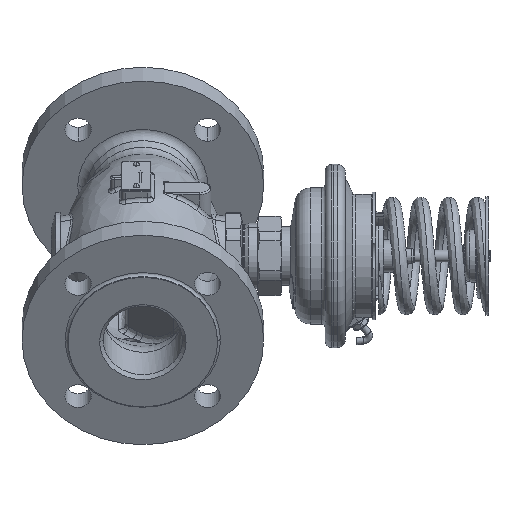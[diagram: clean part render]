
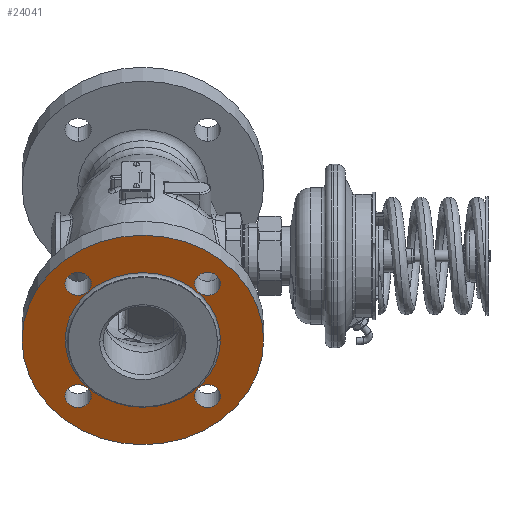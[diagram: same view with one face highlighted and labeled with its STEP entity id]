
A CAD part, top view. The second image highlights one B-rep face of the part: STEP entity #24041.
In plain terms, the highlighted planar face has unit normal (0, -0.5, 0.866).
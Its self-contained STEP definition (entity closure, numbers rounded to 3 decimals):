
#1160=CARTESIAN_POINT('',(-127.1,-57.5,99.593));
#1161=DIRECTION('',(0.,0.5,-0.866));
#1162=DIRECTION('',(1.,0.,0.));
#1163=AXIS2_PLACEMENT_3D('',#1160,#1161,#1162);
#1165=CARTESIAN_POINT('',(-127.1,-57.5,99.593));
#1166=DIRECTION('',(0.,-0.5,0.866));
#1167=DIRECTION('',(1.,0.,0.));
#1168=AXIS2_PLACEMENT_3D('',#1165,#1166,#1167);
#1170=CARTESIAN_POINT('',(-82.906,-19.227,
121.69));
#1171=DIRECTION('',(0.,-0.5,0.866));
#1172=DIRECTION('',(1.,0.,0.));
#1173=AXIS2_PLACEMENT_3D('',#1170,#1171,#1172);
#1175=CARTESIAN_POINT('',(-82.906,-19.227,
121.69));
#1176=DIRECTION('',(0.,-0.5,0.866));
#1177=DIRECTION('',(-1.,0.,0.));
#1178=AXIS2_PLACEMENT_3D('',#1175,#1176,#1177);
#1180=CARTESIAN_POINT('',(-171.294,-19.227,
121.69));
#1181=DIRECTION('',(0.,-0.5,0.866));
#1182=DIRECTION('',(1.,0.,0.));
#1183=AXIS2_PLACEMENT_3D('',#1180,#1181,#1182);
#1185=CARTESIAN_POINT('',(-171.294,-19.227,
121.69));
#1186=DIRECTION('',(0.,-0.5,0.866));
#1187=DIRECTION('',(-1.,0.,0.));
#1188=AXIS2_PLACEMENT_3D('',#1185,#1186,#1187);
#1190=CARTESIAN_POINT('',(-171.294,-95.773,
77.496));
#1191=DIRECTION('',(0.,-0.5,0.866));
#1192=DIRECTION('',(1.,0.,0.));
#1193=AXIS2_PLACEMENT_3D('',#1190,#1191,#1192);
#1195=CARTESIAN_POINT('',(-171.294,-95.773,
77.496));
#1196=DIRECTION('',(0.,-0.5,0.866));
#1197=DIRECTION('',(-1.,0.,0.));
#1198=AXIS2_PLACEMENT_3D('',#1195,#1196,#1197);
#1200=CARTESIAN_POINT('',(-82.906,-95.773,
77.496));
#1201=DIRECTION('',(0.,-0.5,0.866));
#1202=DIRECTION('',(1.,0.,0.));
#1203=AXIS2_PLACEMENT_3D('',#1200,#1201,#1202);
#1205=CARTESIAN_POINT('',(-82.906,-95.773,
77.496));
#1206=DIRECTION('',(0.,-0.5,0.866));
#1207=DIRECTION('',(-1.,0.,0.));
#1208=AXIS2_PLACEMENT_3D('',#1205,#1206,#1207);
#1210=CARTESIAN_POINT('',(-127.1,-57.5,99.593));
#1211=DIRECTION('',(0.,-0.5,0.866));
#1212=DIRECTION('',(1.,0.,0.));
#1213=AXIS2_PLACEMENT_3D('',#1210,#1211,#1212);
#1223=CARTESIAN_POINT('',(-127.1,-57.5,99.593));
#1224=DIRECTION('',(0.,0.5,-0.866));
#1225=DIRECTION('',(1.,0.,0.));
#1226=AXIS2_PLACEMENT_3D('',#1223,#1224,#1225);
#21350=CARTESIAN_POINT('',(-74.1,-57.5,99.593));
#21351=VERTEX_POINT('',#21350);
#21352=CARTESIAN_POINT('',(-44.6,-57.5,99.593));
#21354=VERTEX_POINT('',#21352);
#21394=CARTESIAN_POINT('',(-180.1,-57.5,99.593));
#21395=VERTEX_POINT('',#21394);
#21396=CARTESIAN_POINT('',(-209.6,-57.5,99.593));
#21398=VERTEX_POINT('',#21396);
#21430=CARTESIAN_POINT('',(-73.906,-19.227,
121.69));
#21431=CARTESIAN_POINT('',(-91.906,-19.227,
121.69));
#21432=VERTEX_POINT('',#21430);
#21433=VERTEX_POINT('',#21431);
#21434=CARTESIAN_POINT('',(-162.294,-19.227,
121.69));
#21435=CARTESIAN_POINT('',(-180.294,-19.227,
121.69));
#21436=VERTEX_POINT('',#21434);
#21437=VERTEX_POINT('',#21435);
#21438=CARTESIAN_POINT('',(-162.294,-95.773,
77.496));
#21439=CARTESIAN_POINT('',(-180.294,-95.773,
77.496));
#21440=VERTEX_POINT('',#21438);
#21441=VERTEX_POINT('',#21439);
#21442=CARTESIAN_POINT('',(-73.906,-95.773,
77.496));
#21443=CARTESIAN_POINT('',(-91.906,-95.773,
77.496));
#21444=VERTEX_POINT('',#21442);
#21445=VERTEX_POINT('',#21443);
#24002=CARTESIAN_POINT('',(-127.1,-57.5,99.593));
#24003=DIRECTION('',(0.,-0.5,0.866));
#24004=DIRECTION('',(-1.,0.,0.));
#24005=AXIS2_PLACEMENT_3D('',#24002,#24003,#24004);
#24006=PLANE('',#24005);
#24008=ORIENTED_EDGE('',*,*,#24007,.F.);
#24010=ORIENTED_EDGE('',*,*,#24009,.T.);
#24011=EDGE_LOOP('',(#24008,#24010));
#24012=FACE_OUTER_BOUND('',#24011,.F.);
#24013=ORIENTED_EDGE('',*,*,#23981,.F.);
#24014=ORIENTED_EDGE('',*,*,#23997,.T.);
#24015=EDGE_LOOP('',(#24013,#24014));
#24016=FACE_BOUND('',#24015,.F.);
#24018=ORIENTED_EDGE('',*,*,#24017,.T.);
#24020=ORIENTED_EDGE('',*,*,#24019,.T.);
#24021=EDGE_LOOP('',(#24018,#24020));
#24022=FACE_BOUND('',#24021,.F.);
#24024=ORIENTED_EDGE('',*,*,#24023,.T.);
#24026=ORIENTED_EDGE('',*,*,#24025,.T.);
#24027=EDGE_LOOP('',(#24024,#24026));
#24028=FACE_BOUND('',#24027,.F.);
#24030=ORIENTED_EDGE('',*,*,#24029,.T.);
#24032=ORIENTED_EDGE('',*,*,#24031,.T.);
#24033=EDGE_LOOP('',(#24030,#24032));
#24034=FACE_BOUND('',#24033,.F.);
#24036=ORIENTED_EDGE('',*,*,#24035,.T.);
#24038=ORIENTED_EDGE('',*,*,#24037,.T.);
#24039=EDGE_LOOP('',(#24036,#24038));
#24040=FACE_BOUND('',#24039,.F.);
#24041=ADVANCED_FACE('',(#24012,#24016,#24022,#24028,#24034,#24040),#24006,.T.);
#1164=CIRCLE('',#1163,53.);
#1169=CIRCLE('',#1168,53.);
#1174=CIRCLE('',#1173,9.);
#1179=CIRCLE('',#1178,9.);
#1184=CIRCLE('',#1183,9.);
#1189=CIRCLE('',#1188,9.);
#1194=CIRCLE('',#1193,9.);
#1199=CIRCLE('',#1198,9.);
#1204=CIRCLE('',#1203,9.);
#1209=CIRCLE('',#1208,9.);
#1214=CIRCLE('',#1213,82.5);
#1227=CIRCLE('',#1226,82.5);
#23981=EDGE_CURVE('',#21351,#21395,#1164,.T.);
#23997=EDGE_CURVE('',#21351,#21395,#1169,.T.);
#24007=EDGE_CURVE('',#21354,#21398,#1214,.T.);
#24009=EDGE_CURVE('',#21354,#21398,#1227,.T.);
#24017=EDGE_CURVE('',#21432,#21433,#1174,.T.);
#24019=EDGE_CURVE('',#21433,#21432,#1179,.T.);
#24023=EDGE_CURVE('',#21436,#21437,#1184,.T.);
#24025=EDGE_CURVE('',#21437,#21436,#1189,.T.);
#24029=EDGE_CURVE('',#21440,#21441,#1194,.T.);
#24031=EDGE_CURVE('',#21441,#21440,#1199,.T.);
#24035=EDGE_CURVE('',#21444,#21445,#1204,.T.);
#24037=EDGE_CURVE('',#21445,#21444,#1209,.T.);
